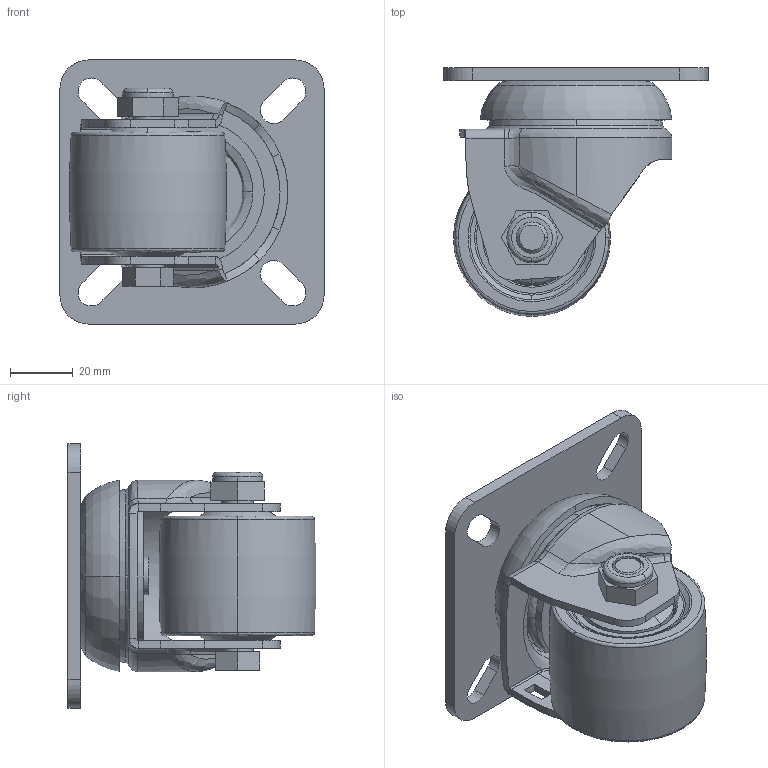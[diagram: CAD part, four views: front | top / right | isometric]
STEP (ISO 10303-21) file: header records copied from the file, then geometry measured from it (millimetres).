
FILE_DESCRIPTION (( 'STEP AP214' ), '1' );
FILE_NAME ('0054814.step', '2022-02-25T09:26:55', ( '' ), ( '' ), 'SwSTEP 2.0', 'SolidWorks 2020', '' );
FILE_SCHEMA (( 'AUTOMOTIVE_DESIGN' ));
Length unit declared in the file: millimetre
Products named in the file (1): 0054814
Bounding box: 84 x 78.93 x 84 mm (x, y, z)
Volume: 129947 mm3; surface area: 75781 mm2
Topology: 16 solids, 18 shells, 419 faces, 1010 edges, 643 vertices
Faces by surface type: cylinder 127, plane 116, bspline 106, cone 64, torus 6
Entity records: 23930 total; most frequent: CARTESIAN_POINT 9799, ORIENTED_EDGE 1988, DIRECTION 1875, EDGE_CURVE 994, AXIS2_PLACEMENT_3D 777, VERTEX_POINT 643, EDGE_LOOP 491, CIRCLE 463
